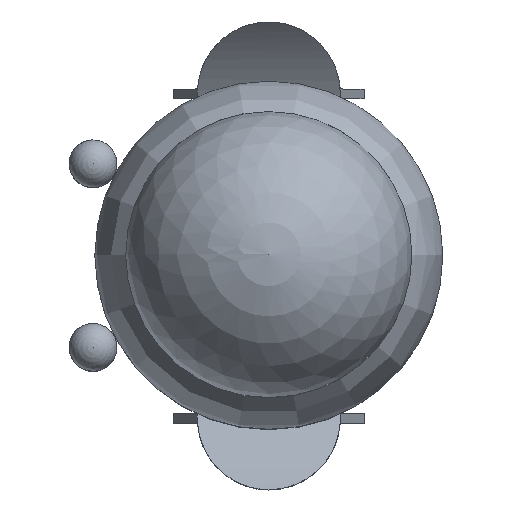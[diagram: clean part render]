
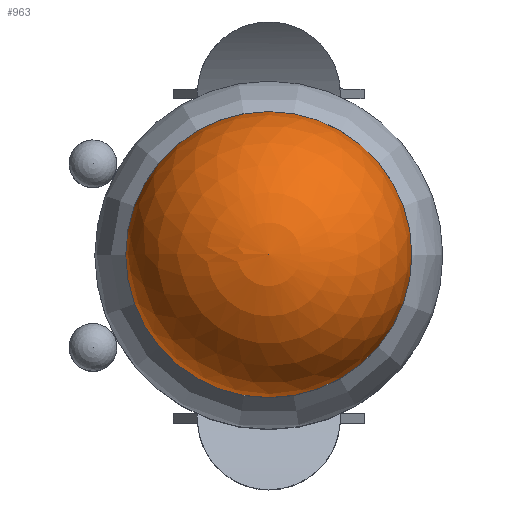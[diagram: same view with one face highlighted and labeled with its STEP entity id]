
A CAD part, top view. The second image highlights one B-rep face of the part: STEP entity #963.
In plain terms, the highlighted spherical face has radius 60 mm.
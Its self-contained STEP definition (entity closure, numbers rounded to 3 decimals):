
#931 = EDGE_CURVE('',#932,#932,#934,.T.);
#932 = VERTEX_POINT('',#933);
#933 = CARTESIAN_POINT('',(60.,0.,0.));
#934 = CIRCLE('',#935,60.);
#935 = AXIS2_PLACEMENT_3D('',#936,#937,#938);
#936 = CARTESIAN_POINT('',(0.,0.,0.));
#937 = DIRECTION('',(0.,-1.,0.));
#938 = DIRECTION('',(1.,0.,0.));
#963 = ADVANCED_FACE('',(#964),#977,.T.);
#964 = FACE_BOUND('',#965,.F.);
#965 = EDGE_LOOP('',(#966,#975,#976));
#966 = ORIENTED_EDGE('',*,*,#967,.T.);
#967 = EDGE_CURVE('',#968,#932,#970,.T.);
#968 = VERTEX_POINT('',#969);
#969 = CARTESIAN_POINT('',(0.,-60.,0.)
  );
#970 = CIRCLE('',#971,60.);
#971 = AXIS2_PLACEMENT_3D('',#972,#973,#974);
#972 = CARTESIAN_POINT('',(0.,0.,0.));
#973 = DIRECTION('',(0.,0.,1.));
#974 = DIRECTION('',(1.,0.,-0.));
#975 = ORIENTED_EDGE('',*,*,#931,.F.);
#976 = ORIENTED_EDGE('',*,*,#967,.F.);
#977 = SPHERICAL_SURFACE('',#978,60.);
#978 = AXIS2_PLACEMENT_3D('',#979,#980,#981);
#979 = CARTESIAN_POINT('',(0.,0.,0.));
#980 = DIRECTION('',(-0.,-1.,-0.));
#981 = DIRECTION('',(1.,0.,0.));
